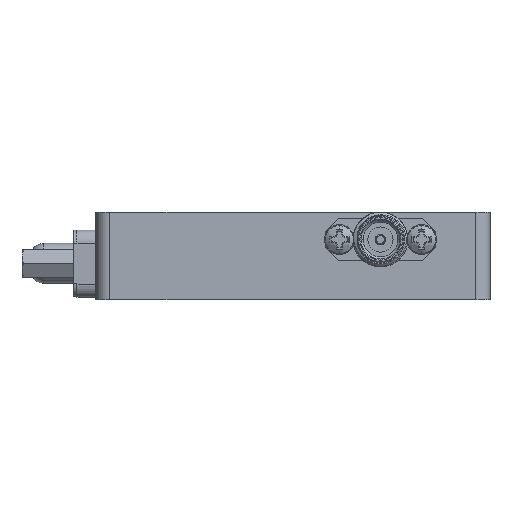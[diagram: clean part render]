
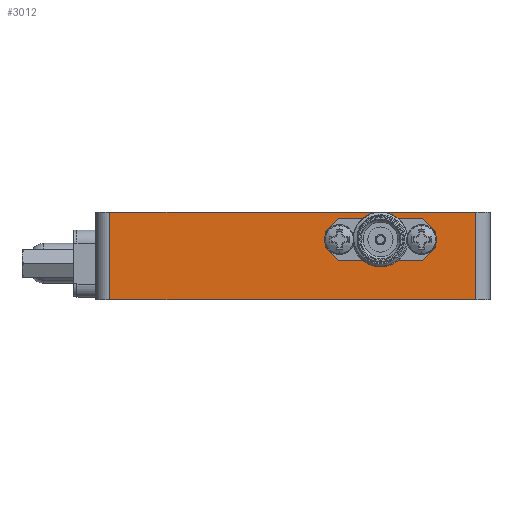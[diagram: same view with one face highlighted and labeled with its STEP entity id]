
A CAD part, front view. The second image highlights one B-rep face of the part: STEP entity #3012.
In plain terms, the highlighted planar face has unit normal (0, -1, 0).
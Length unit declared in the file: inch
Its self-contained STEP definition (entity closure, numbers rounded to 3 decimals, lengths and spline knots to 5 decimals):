
#2001 = VERTEX_POINT ( 'NONE', #63601 ) ;
#2051 = LINE ( 'NONE', #26102, #46652 ) ;
#2494 = VECTOR ( 'NONE', #53269, 39.37008 ) ;
#2978 = VECTOR ( 'NONE', #42807, 39.37008 ) ;
#3012 = ADVANCED_FACE ( 'NONE', ( #32333, #63083 ), #55106, .F. ) ;
#3771 = CARTESIAN_POINT ( 'NONE',  ( 0.15, -0.575, 0.04 ) ) ;
#3787 = VERTEX_POINT ( 'NONE', #53708 ) ;
#3957 = DIRECTION ( 'NONE',  ( 1., 0., 0. ) ) ;
#4391 = CARTESIAN_POINT ( 'NONE',  ( 0.9, -0.575, -0.2 ) ) ;
#4865 = DIRECTION ( 'NONE',  ( 0., 0., 1. ) ) ;
#5299 = VERTEX_POINT ( 'NONE', #32868 ) ;
#6238 = LINE ( 'NONE', #53874, #43102 ) ;
#6920 = CARTESIAN_POINT ( 'NONE',  ( 0.9, -0.575, 0.2 ) ) ;
#7146 = DIRECTION ( 'NONE',  ( 0.707, 0., -0.707 ) ) ;
#8069 = CARTESIAN_POINT ( 'NONE',  ( 0.835, -0.575, 0.2 ) ) ;
#8602 = VECTOR ( 'NONE', #43107, 39.37008 ) ;
#8796 = CARTESIAN_POINT ( 'NONE',  ( 0.65, -0.575, 0.04 ) ) ;
#8976 = VECTOR ( 'NONE', #14604, 39.37008 ) ;
#9460 = CARTESIAN_POINT ( 'NONE',  ( 0.15, -0.575, 0.11 ) ) ;
#10969 = DIRECTION ( 'NONE',  ( 0., 0., -1. ) ) ;
#11274 = AXIS2_PLACEMENT_3D ( 'NONE', #6920, #40911, #10969 ) ;
#11493 = VERTEX_POINT ( 'NONE', #34511 ) ;
#12301 = DIRECTION ( 'NONE',  ( -0.707, 0., -0.707 ) ) ;
#13938 = VERTEX_POINT ( 'NONE', #8069 ) ;
#14363 = VERTEX_POINT ( 'NONE', #9460 ) ;
#14571 = EDGE_CURVE ( 'NONE', #54045, #11493, #35144, .T. ) ;
#14604 = DIRECTION ( 'NONE',  ( 0.707, 0., 0.707 ) ) ;
#14824 = ORIENTED_EDGE ( 'NONE', *, *, #39487, .F. ) ;
#16113 = ORIENTED_EDGE ( 'NONE', *, *, #26083, .F. ) ;
#16745 = EDGE_CURVE ( 'NONE', #20628, #13938, #2051, .T. ) ;
#16846 = EDGE_CURVE ( 'NONE', #54045, #14363, #36690, .T. ) ;
#16958 = CARTESIAN_POINT ( 'NONE',  ( 0.65, -0.575, 0.17 ) ) ;
#18459 = LINE ( 'NONE', #26465, #33858 ) ;
#18689 = ORIENTED_EDGE ( 'NONE', *, *, #50356, .F. ) ;
#20280 = CARTESIAN_POINT ( 'NONE',  ( 0.21, -0.575, 0.17 ) ) ;
#20628 = VERTEX_POINT ( 'NONE', #31132 ) ;
#20918 = VERTEX_POINT ( 'NONE', #44581 ) ;
#21761 = CARTESIAN_POINT ( 'NONE',  ( 0.15, -0.575, 0.11 ) ) ;
#23337 = VERTEX_POINT ( 'NONE', #47236 ) ;
#26083 = EDGE_CURVE ( 'NONE', #2001, #11493, #56291, .T. ) ;
#26102 = CARTESIAN_POINT ( 'NONE',  ( 0.835, -0.575, 0.2 ) ) ;
#26276 = ORIENTED_EDGE ( 'NONE', *, *, #16745, .T. ) ;
#26465 = CARTESIAN_POINT ( 'NONE',  ( 0.65, -0.575, -0.02 ) ) ;
#27097 = CARTESIAN_POINT ( 'NONE',  ( 0.21, -0.575, -0.02 ) ) ;
#29808 = EDGE_CURVE ( 'NONE', #3787, #5299, #57564, .T. ) ;
#30630 = EDGE_CURVE ( 'NONE', #5299, #20628, #35272, .T. ) ;
#31061 = ORIENTED_EDGE ( 'NONE', *, *, #29808, .T. ) ;
#31132 = CARTESIAN_POINT ( 'NONE',  ( 0.835, -0.575, -0.2 ) ) ;
#31439 = DIRECTION ( 'NONE',  ( -1., 0., 0. ) ) ;
#31915 = CARTESIAN_POINT ( 'NONE',  ( 0.21, -0.575, -0.02 ) ) ;
#32333 = FACE_OUTER_BOUND ( 'NONE', #39135, .T. ) ;
#32443 = ORIENTED_EDGE ( 'NONE', *, *, #30630, .T. ) ;
#32868 = CARTESIAN_POINT ( 'NONE',  ( -0.835, -0.575, -0.2 ) ) ;
#33700 = ORIENTED_EDGE ( 'NONE', *, *, #58856, .F. ) ;
#33858 = VECTOR ( 'NONE', #31439, 39.37008 ) ;
#34088 = ORIENTED_EDGE ( 'NONE', *, *, #47809, .F. ) ;
#34170 = CARTESIAN_POINT ( 'NONE',  ( 0.15, -0.575, 0.04 ) ) ;
#34511 = CARTESIAN_POINT ( 'NONE',  ( 0.59, -0.575, 0.17 ) ) ;
#34865 = LINE ( 'NONE', #62732, #2494 ) ;
#35144 = LINE ( 'NONE', #16958, #61267 ) ;
#35163 = VECTOR ( 'NONE', #12301, 39.37008 ) ;
#35272 = LINE ( 'NONE', #4391, #51390 ) ;
#35671 = ORIENTED_EDGE ( 'NONE', *, *, #42316, .T. ) ;
#36690 = LINE ( 'NONE', #21761, #35163 ) ;
#39135 = EDGE_LOOP ( 'NONE', ( #32443, #26276, #14824, #31061 ) ) ;
#39487 = EDGE_CURVE ( 'NONE', #3787, #13938, #34865, .T. ) ;
#40421 = ORIENTED_EDGE ( 'NONE', *, *, #61983, .F. ) ;
#40911 = DIRECTION ( 'NONE',  ( 0., 1., 0. ) ) ;
#42316 = EDGE_CURVE ( 'NONE', #20918, #47135, #18459, .T. ) ;
#42807 = DIRECTION ( 'NONE',  ( 0., 0., -1. ) ) ;
#43102 = VECTOR ( 'NONE', #4865, 39.37008 ) ;
#43107 = DIRECTION ( 'NONE',  ( -0.707, 0., 0.707 ) ) ;
#44440 = EDGE_LOOP ( 'NONE', ( #35671, #18689, #34088, #63538, #52362, #16113, #33700, #40421 ) ) ;
#44581 = CARTESIAN_POINT ( 'NONE',  ( 0.59, -0.575, -0.02 ) ) ;
#45217 = DIRECTION ( 'NONE',  ( 0., 0., 1. ) ) ;
#45691 = LINE ( 'NONE', #31915, #57243 ) ;
#46398 = DIRECTION ( 'NONE',  ( 1., 0., 0. ) ) ;
#46652 = VECTOR ( 'NONE', #45217, 39.37008 ) ;
#47135 = VERTEX_POINT ( 'NONE', #27097 ) ;
#47236 = CARTESIAN_POINT ( 'NONE',  ( 0.65, -0.575, 0.04 ) ) ;
#47619 = DIRECTION ( 'NONE',  ( 0., 0., -1. ) ) ;
#47809 = EDGE_CURVE ( 'NONE', #14363, #51879, #55888, .T. ) ;
#47851 = CARTESIAN_POINT ( 'NONE',  ( 0.59, -0.575, 0.17 ) ) ;
#50356 = EDGE_CURVE ( 'NONE', #51879, #47135, #45691, .T. ) ;
#51390 = VECTOR ( 'NONE', #3957, 39.37008 ) ;
#51879 = VERTEX_POINT ( 'NONE', #34170 ) ;
#52362 = ORIENTED_EDGE ( 'NONE', *, *, #14571, .T. ) ;
#53269 = DIRECTION ( 'NONE',  ( 1., 0., 0. ) ) ;
#53613 = LINE ( 'NONE', #8796, #8976 ) ;
#53708 = CARTESIAN_POINT ( 'NONE',  ( -0.835, -0.575, 0.2 ) ) ;
#53874 = CARTESIAN_POINT ( 'NONE',  ( 0.65, -0.575, 0.11 ) ) ;
#54045 = VERTEX_POINT ( 'NONE', #20280 ) ;
#55106 = PLANE ( 'NONE',  #11274 ) ;
#55888 = LINE ( 'NONE', #3771, #61996 ) ;
#56291 = LINE ( 'NONE', #47851, #8602 ) ;
#57243 = VECTOR ( 'NONE', #7146, 39.37008 ) ;
#57426 = CARTESIAN_POINT ( 'NONE',  ( -0.835, -0.575, 0.2 ) ) ;
#57564 = LINE ( 'NONE', #57426, #2978 ) ;
#58856 = EDGE_CURVE ( 'NONE', #23337, #2001, #6238, .T. ) ;
#61267 = VECTOR ( 'NONE', #46398, 39.37008 ) ;
#61983 = EDGE_CURVE ( 'NONE', #20918, #23337, #53613, .T. ) ;
#61996 = VECTOR ( 'NONE', #47619, 39.37008 ) ;
#62732 = CARTESIAN_POINT ( 'NONE',  ( 0.9, -0.575, 0.2 ) ) ;
#63083 = FACE_BOUND ( 'NONE', #44440, .T. ) ;
#63538 = ORIENTED_EDGE ( 'NONE', *, *, #16846, .F. ) ;
#63601 = CARTESIAN_POINT ( 'NONE',  ( 0.65, -0.575, 0.11 ) ) ;
